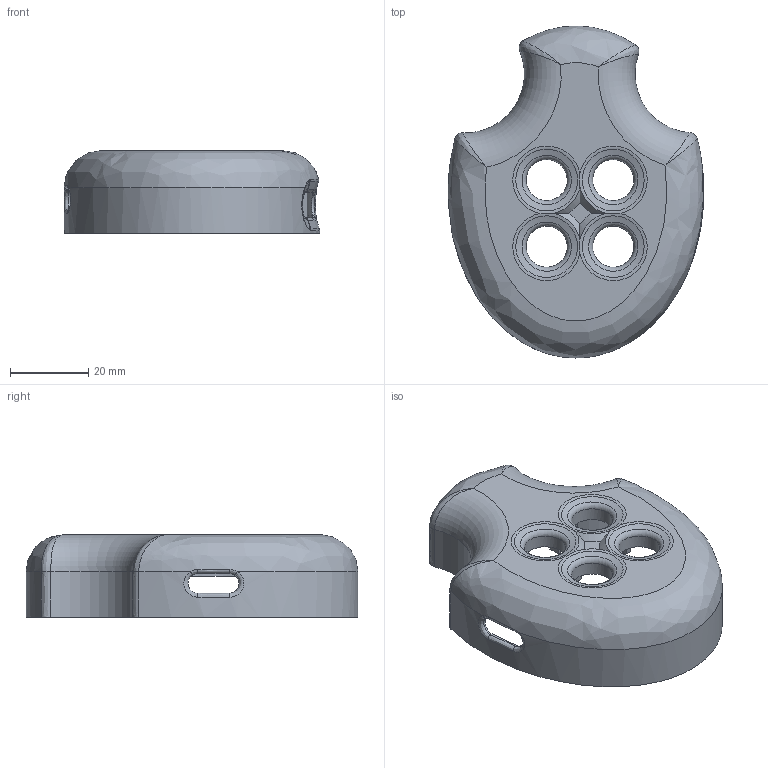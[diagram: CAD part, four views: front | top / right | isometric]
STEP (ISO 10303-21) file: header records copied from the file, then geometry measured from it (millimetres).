
FILE_DESCRIPTION(/* description */ (''),/* implementation_level */ '2;1');
FILE_NAME(/* name */ 'PuckPuckBruce-TopShell-REV1.stl.stp',/* time_stamp */ '2020-09-05T15:41:25-07:00',/* author */ ('andre'),/* organization */ (''),/* preprocessor_version */ 'ST-DEVELOPER v17',/* originating_system */ 'Autodesk Inventor 2019',/* authorisation */ '');
FILE_SCHEMA (('AUTOMOTIVE_DESIGN { 1 0 10303 214 3 1 1 }'));
Length unit declared in the file: millimetre
Products named in the file (1): RoboPuck
Bounding box: 65.16 x 84.6 x 21 mm (x, y, z)
Volume: 14956.2 mm3; surface area: 17521.1 mm2
Topology: 1 solids, 1 shells, 267 faces, 693 edges, 437 vertices
Faces by surface type: plane 101, bspline 92, cylinder 34, torus 23, cone 17
Full cylindrical faces by diameter (mm): 1.2 x2, 2.8 x4, 3 x2, 5.37 x2, 5.5 x2, 10.5 x4
Entity records: 13768 total; most frequent: CARTESIAN_POINT 7705, ORIENTED_EDGE 1382, DIRECTION 1047, EDGE_CURVE 691, VERTEX_POINT 439, AXIS2_PLACEMENT_3D 400, EDGE_LOOP 292, FACE_OUTER_BOUND 267
